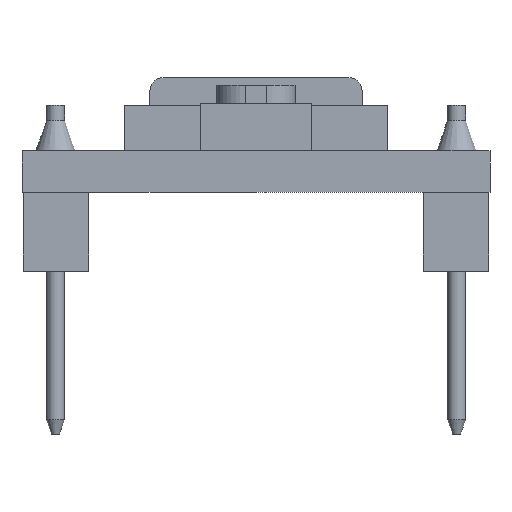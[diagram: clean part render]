
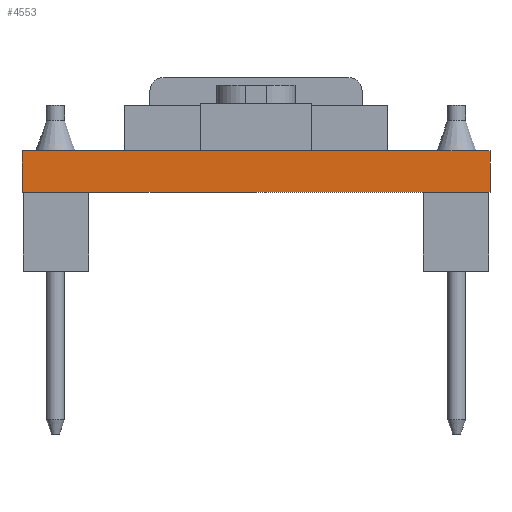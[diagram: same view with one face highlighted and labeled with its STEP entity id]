
A CAD part, left-side view. The second image highlights one B-rep face of the part: STEP entity #4553.
In plain terms, the highlighted planar face has unit normal (-1, 0, 0).
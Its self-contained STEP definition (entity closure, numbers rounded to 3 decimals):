
#124 = ORIENTED_EDGE ( 'NONE', *, *, #669, .T. ) ;
#550 = LINE ( 'NONE', #3378, #1237 ) ;
#611 = VERTEX_POINT ( 'NONE', #2791 ) ;
#669 = EDGE_CURVE ( 'NONE', #611, #3764, #846, .T. ) ;
#846 = LINE ( 'NONE', #1269, #2788 ) ;
#931 = PLANE ( 'NONE',  #1769 ) ;
#1029 = VECTOR ( 'NONE', #3557, 1000. ) ;
#1237 = VECTOR ( 'NONE', #4118, 1000. ) ;
#1263 = EDGE_CURVE ( 'NONE', #2273, #611, #2452, .T. ) ;
#1269 = CARTESIAN_POINT ( 'NONE',  ( -17.78, 8.89, 0. ) ) ;
#1336 = DIRECTION ( 'NONE',  ( 1., 0., 0. ) ) ;
#1417 = VECTOR ( 'NONE', #2149, 1000. ) ;
#1623 = EDGE_CURVE ( 'NONE', #2765, #3764, #4732, .T. ) ;
#1769 = AXIS2_PLACEMENT_3D ( 'NONE', #2948, #1336, #2142 ) ;
#1815 = ORIENTED_EDGE ( 'NONE', *, *, #1263, .T. ) ;
#2129 = CARTESIAN_POINT ( 'NONE',  ( -17.78, 8.89, 1.57 ) ) ;
#2142 = DIRECTION ( 'NONE',  ( 0., 0., -1. ) ) ;
#2149 = DIRECTION ( 'NONE',  ( 0., 0., -1. ) ) ;
#2273 = VERTEX_POINT ( 'NONE', #4833 ) ;
#2383 = ORIENTED_EDGE ( 'NONE', *, *, #1623, .F. ) ;
#2452 = LINE ( 'NONE', #2129, #1417 ) ;
#2765 = VERTEX_POINT ( 'NONE', #5030 ) ;
#2788 = VECTOR ( 'NONE', #4831, 1000. ) ;
#2791 = CARTESIAN_POINT ( 'NONE',  ( -17.78, 8.89, 0. ) ) ;
#2808 = CARTESIAN_POINT ( 'NONE',  ( -17.78, -8.89, 0. ) ) ;
#2948 = CARTESIAN_POINT ( 'NONE',  ( -17.78, 8.89, 1.57 ) ) ;
#3239 = ORIENTED_EDGE ( 'NONE', *, *, #3627, .F. ) ;
#3378 = CARTESIAN_POINT ( 'NONE',  ( -17.78, 8.89, 1.57 ) ) ;
#3557 = DIRECTION ( 'NONE',  ( 0., 0., -1. ) ) ;
#3627 = EDGE_CURVE ( 'NONE', #2273, #2765, #550, .T. ) ;
#3764 = VERTEX_POINT ( 'NONE', #2808 ) ;
#3825 = FACE_OUTER_BOUND ( 'NONE', #4584, .T. ) ;
#4118 = DIRECTION ( 'NONE',  ( 0., -1., 0. ) ) ;
#4553 = ADVANCED_FACE ( 'NONE', ( #3825 ), #931, .F. ) ;
#4584 = EDGE_LOOP ( 'NONE', ( #124, #2383, #3239, #1815 ) ) ;
#4731 = CARTESIAN_POINT ( 'NONE',  ( -17.78, -8.89, 1.57 ) ) ;
#4732 = LINE ( 'NONE', #4731, #1029 ) ;
#4831 = DIRECTION ( 'NONE',  ( 0., -1., 0. ) ) ;
#4833 = CARTESIAN_POINT ( 'NONE',  ( -17.78, 8.89, 1.57 ) ) ;
#5030 = CARTESIAN_POINT ( 'NONE',  ( -17.78, -8.89, 1.57 ) ) ;
